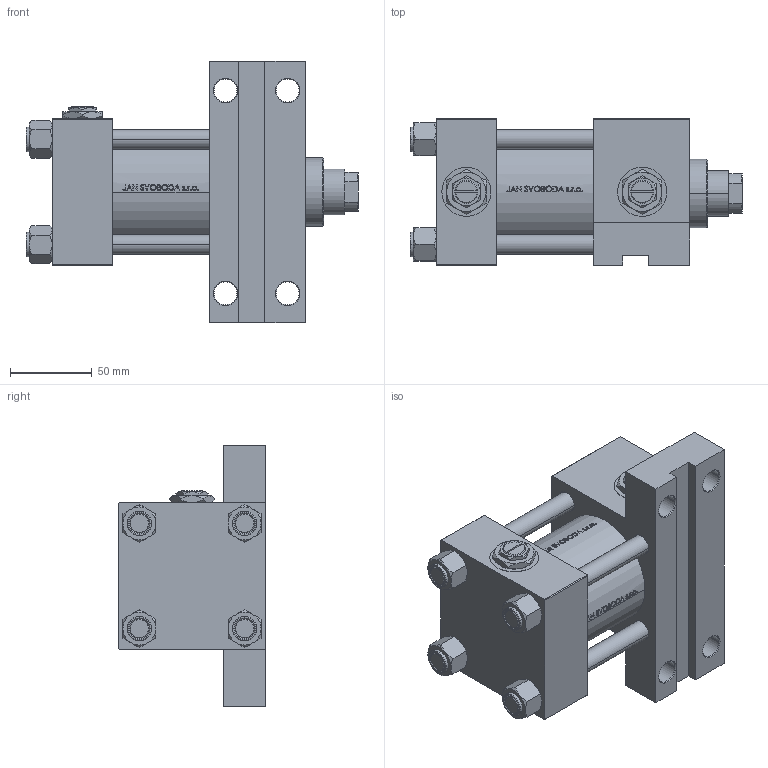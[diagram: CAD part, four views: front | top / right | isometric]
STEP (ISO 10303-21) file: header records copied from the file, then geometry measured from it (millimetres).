
FILE_DESCRIPTION (( 'STEP AP203' ), '1' );
FILE_NAME ('e9a7.STEP', '2024-11-14T12:00:17', ( '' ), ( '' ), 'SwSTEP 2.0', 'SolidWorks 2019', '' );
FILE_SCHEMA (( 'CONFIG_CONTROL_DESIGN' ));
Length unit declared in the file: millimetre
Products named in the file (7): Zatka_pro_OIL_PORT 1b4b1473b4037db37f7d4dcf6a22c96c; V215_VC_A 1b4b1473b4037db37f7d4dcf6a22c96c; e9a7; V215CR_F_Body 1b4b1473b4037db37f7d4dcf6a22c96c; V215CR_F_TYCINKA 1b4b1473b4037db37f7d4dcf6a22c96c; NUT_M5_F 1b4b1473b4037db37f7d4dcf6a22c96c; V215CR_VCP_F 1b4b1473b4037db37f7d4dcf6a22c96c
Assembly tree (13 placements, depth 2):
  e9a7
    V215CR_F_Body 1b4b1473b4037db37f7d4dcf6a22c96c
    V215CR_VCP_F 1b4b1473b4037db37f7d4dcf6a22c96c
    V215CR_F_TYCINKA 1b4b1473b4037db37f7d4dcf6a22c96c  x4
    NUT_M5_F 1b4b1473b4037db37f7d4dcf6a22c96c  x4
    V215_VC_A 1b4b1473b4037db37f7d4dcf6a22c96c
    Zatka_pro_OIL_PORT 1b4b1473b4037db37f7d4dcf6a22c96c  x2
Bounding box: 203 x 90 x 160 mm (x, y, z)
Volume: 1022391 mm3; surface area: 198754.9 mm2
Topology: 13 solids, 13 shells, 1203 faces, 2959 edges, 1903 vertices
Faces by surface type: plane 485, bspline 380, cone 194, cylinder 136, torus 8
Entity records: 49634 total; most frequent: CARTESIAN_POINT 26535, ORIENTED_EDGE 5218, DIRECTION 3352, EDGE_CURVE 2609, VERTEX_POINT 1701, VECTOR 1326, LINE 1326, EDGE_LOOP 1184
